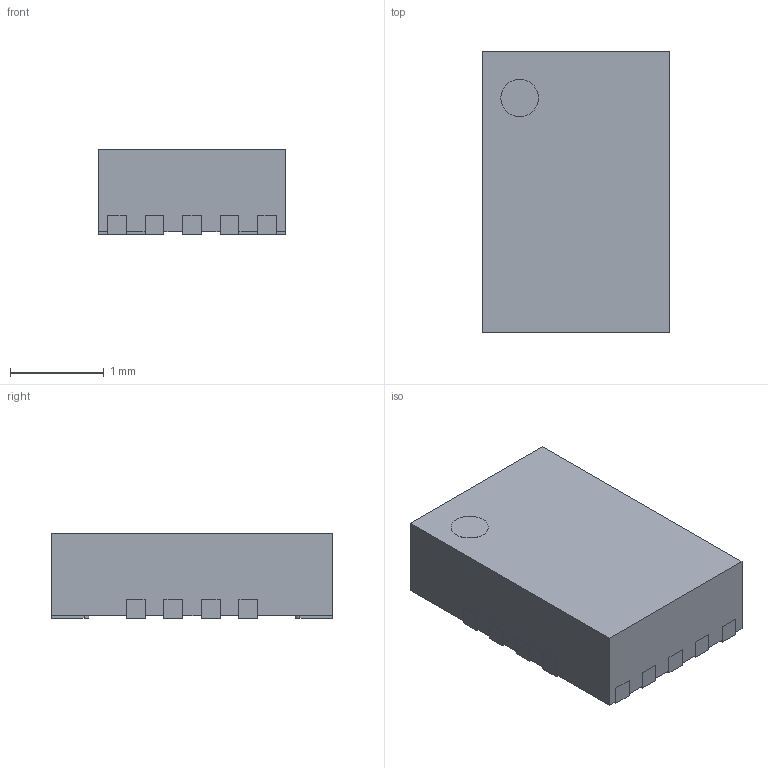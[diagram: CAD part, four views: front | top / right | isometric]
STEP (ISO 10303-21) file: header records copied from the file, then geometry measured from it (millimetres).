
FILE_DESCRIPTION (( 'STEP AP214' ), '1' );
FILE_NAME ('MP2672A (QFN-18, 2x3).STEP', '2022-01-27T00:13:09', ( '' ), ( '' ), 'SwSTEP 2.0', 'SolidWorks 2021', '' );
FILE_SCHEMA (( 'AUTOMOTIVE_DESIGN' ));
Length unit declared in the file: millimetre
Products named in the file (1): MP2672A (QFN-18, 2x3)
Bounding box: 2 x 3 x 0.9 mm (x, y, z)
Volume: 5.3 mm3; surface area: 32.1 mm2
Topology: 19 solids, 19 shells, 259 faces, 660 edges, 440 vertices
Faces by surface type: plane 189, cylinder 70
Entity records: 8001 total; most frequent: CARTESIAN_POINT 1360, DIRECTION 1320, ORIENTED_EDGE 1320, EDGE_CURVE 660, VECTOR 520, LINE 520, VERTEX_POINT 440, AXIS2_PLACEMENT_3D 400
